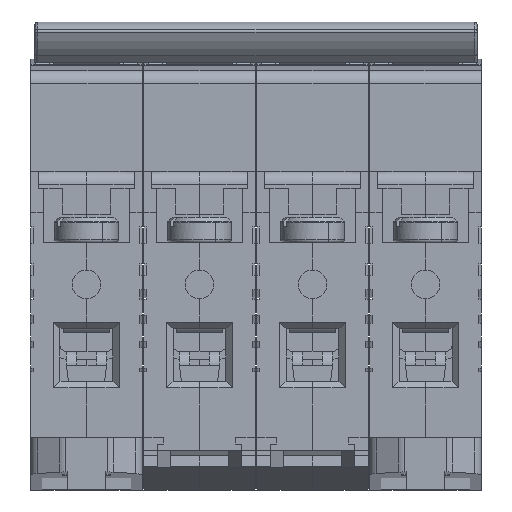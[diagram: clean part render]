
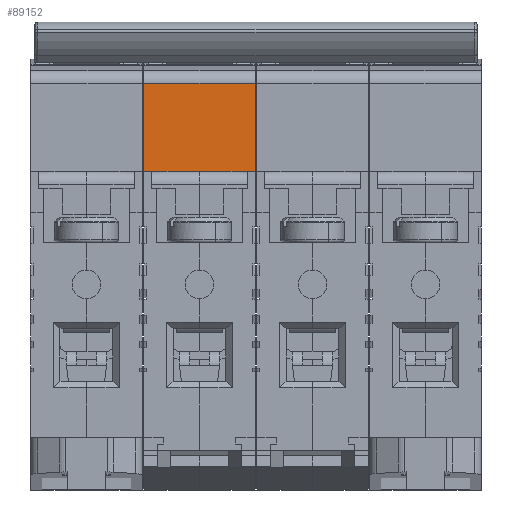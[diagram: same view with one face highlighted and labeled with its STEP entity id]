
A CAD part, front view. The second image highlights one B-rep face of the part: STEP entity #89152.
In plain terms, the highlighted planar face has unit normal (0, -1, 0).
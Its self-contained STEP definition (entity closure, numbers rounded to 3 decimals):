
#9836 = EDGE_CURVE ( 'NONE', #111084, #123733, #41271, .T. ) ;
#16839 = ORIENTED_EDGE ( 'NONE', *, *, #9836, .T. ) ;
#17866 = ORIENTED_EDGE ( 'NONE', *, *, #73192, .F. ) ;
#19035 = CARTESIAN_POINT ( 'NONE',  ( 26.45, -22.6, 49.9 ) ) ;
#23902 = VECTOR ( 'NONE', #136779, 1000. ) ;
#26776 = DIRECTION ( 'NONE',  ( 0., 0., 1. ) ) ;
#28984 = AXIS2_PLACEMENT_3D ( 'NONE', #86286, #65816, #26776 ) ;
#29202 = CARTESIAN_POINT ( 'NONE',  ( 17.7, -22.6, 49.9 ) ) ;
#29803 = DIRECTION ( 'NONE',  ( 0., 0., -1. ) ) ;
#41271 = LINE ( 'NONE', #64737, #23902 ) ;
#49068 = CARTESIAN_POINT ( 'NONE',  ( 26.45, -22.6, 49.9 ) ) ;
#51697 = LINE ( 'NONE', #64217, #54174 ) ;
#53901 = ORIENTED_EDGE ( 'NONE', *, *, #114017, .F. ) ;
#54174 = VECTOR ( 'NONE', #29803, 1000. ) ;
#64217 = CARTESIAN_POINT ( 'NONE',  ( 8.95, -22.6, 49.9 ) ) ;
#64737 = CARTESIAN_POINT ( 'NONE',  ( 26.45, -22.6, 63.728 ) ) ;
#65816 = DIRECTION ( 'NONE',  ( 0., 1., 0. ) ) ;
#65907 = EDGE_CURVE ( 'NONE', #123733, #91314, #51697, .T. ) ;
#69834 = VECTOR ( 'NONE', #118792, 1000. ) ;
#71591 = DIRECTION ( 'NONE',  ( -1., 0., 0. ) ) ;
#72184 = FACE_OUTER_BOUND ( 'NONE', #100895, .T. ) ;
#72345 = DIRECTION ( 'NONE',  ( 0., 0., -1. ) ) ;
#73192 = EDGE_CURVE ( 'NONE', #81971, #91314, #107883, .T. ) ;
#73403 = ORIENTED_EDGE ( 'NONE', *, *, #78023, .F. ) ;
#78023 = EDGE_CURVE ( 'NONE', #111084, #90756, #95887, .T. ) ;
#81971 = VERTEX_POINT ( 'NONE', #29202 ) ;
#82635 = CARTESIAN_POINT ( 'NONE',  ( 26.45, -22.6, 49.9 ) ) ;
#86286 = CARTESIAN_POINT ( 'NONE',  ( 26.45, -22.6, 49.9 ) ) ;
#89152 = ADVANCED_FACE ( 'NONE', ( #72184 ), #119944, .F. ) ;
#90756 = VERTEX_POINT ( 'NONE', #19035 ) ;
#91314 = VERTEX_POINT ( 'NONE', #113462 ) ;
#95887 = LINE ( 'NONE', #130334, #116476 ) ;
#100895 = EDGE_LOOP ( 'NONE', ( #73403, #16839, #110578, #17866, #53901 ) ) ;
#107883 = LINE ( 'NONE', #49068, #69834 ) ;
#108951 = VECTOR ( 'NONE', #71591, 1000. ) ;
#110578 = ORIENTED_EDGE ( 'NONE', *, *, #65907, .T. ) ;
#111084 = VERTEX_POINT ( 'NONE', #132872 ) ;
#113284 = CARTESIAN_POINT ( 'NONE',  ( 8.95, -22.6, 63.728 ) ) ;
#113462 = CARTESIAN_POINT ( 'NONE',  ( 8.95, -22.6, 49.9 ) ) ;
#114017 = EDGE_CURVE ( 'NONE', #90756, #81971, #142098, .T. ) ;
#116476 = VECTOR ( 'NONE', #72345, 1000. ) ;
#118792 = DIRECTION ( 'NONE',  ( -1., 0., 0. ) ) ;
#119944 = PLANE ( 'NONE',  #28984 ) ;
#123733 = VERTEX_POINT ( 'NONE', #113284 ) ;
#130334 = CARTESIAN_POINT ( 'NONE',  ( 26.45, -22.6, 49.9 ) ) ;
#132872 = CARTESIAN_POINT ( 'NONE',  ( 26.45, -22.6, 63.728 ) ) ;
#136779 = DIRECTION ( 'NONE',  ( -1., 0., 0. ) ) ;
#142098 = LINE ( 'NONE', #82635, #108951 ) ;
